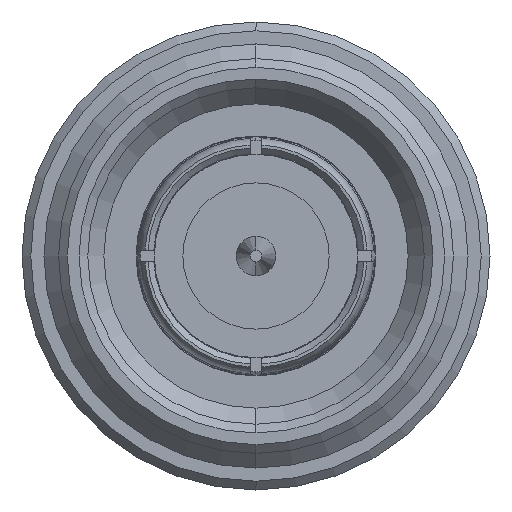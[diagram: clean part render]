
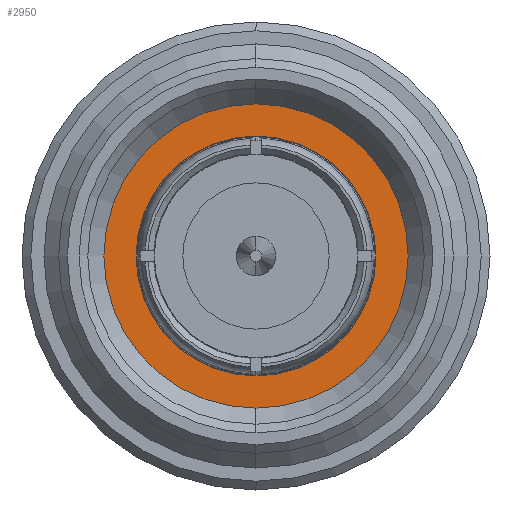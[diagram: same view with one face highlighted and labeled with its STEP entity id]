
A CAD part, left-side view. The second image highlights one B-rep face of the part: STEP entity #2950.
In plain terms, the highlighted planar face has unit normal (-1, 0, 0).
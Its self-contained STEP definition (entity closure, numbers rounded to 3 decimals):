
#8 = CARTESIAN_POINT ( 'NONE',  ( -3.4, 5.3, 0. ) ) ;
#42 = CIRCLE ( 'NONE', #1574, 5.3 ) ;
#656 = EDGE_CURVE ( 'NONE', #874, #2168, #3727, .T. ) ;
#672 = DIRECTION ( 'NONE',  ( 1., 0., 0. ) ) ;
#736 = ORIENTED_EDGE ( 'NONE', *, *, #1564, .T. ) ;
#834 = AXIS2_PLACEMENT_3D ( 'NONE', #4755, #4407, #3511 ) ;
#874 = VERTEX_POINT ( 'NONE', #5552 ) ;
#1150 = FACE_BOUND ( 'NONE', #5002, .T. ) ;
#1477 = ORIENTED_EDGE ( 'NONE', *, *, #4631, .F. ) ;
#1564 = EDGE_CURVE ( 'NONE', #5006, #5553, #42, .T. ) ;
#1574 = AXIS2_PLACEMENT_3D ( 'NONE', #2396, #3714, #1864 ) ;
#1864 = DIRECTION ( 'NONE',  ( 0., 0., 1. ) ) ;
#2037 = CARTESIAN_POINT ( 'NONE',  ( -3.4, 0., 5.3 ) ) ;
#2168 = VERTEX_POINT ( 'NONE', #3430 ) ;
#2375 = CIRCLE ( 'NONE', #2875, 4.1 ) ;
#2396 = CARTESIAN_POINT ( 'NONE',  ( -3.4, 0., 0. ) ) ;
#2695 = ORIENTED_EDGE ( 'NONE', *, *, #3885, .T. ) ;
#2875 = AXIS2_PLACEMENT_3D ( 'NONE', #3409, #3833, #4070 ) ;
#2950 = ADVANCED_FACE ( 'NONE', ( #1150, #4614 ), #3948, .F. ) ;
#3085 = CARTESIAN_POINT ( 'NONE',  ( -3.4, 0., -5.3 ) ) ;
#3318 = DIRECTION ( 'NONE',  ( 0., 0., 1. ) ) ;
#3409 = CARTESIAN_POINT ( 'NONE',  ( -3.4, 0., 0. ) ) ;
#3415 = CIRCLE ( 'NONE', #834, 5.3 ) ;
#3430 = CARTESIAN_POINT ( 'NONE',  ( -3.4, 0., 4.1 ) ) ;
#3511 = DIRECTION ( 'NONE',  ( 0., 0., 1. ) ) ;
#3714 = DIRECTION ( 'NONE',  ( -1., 0., 0. ) ) ;
#3727 = CIRCLE ( 'NONE', #4052, 4.1 ) ;
#3833 = DIRECTION ( 'NONE',  ( -1., 0., 0. ) ) ;
#3885 = EDGE_CURVE ( 'NONE', #5553, #5006, #3415, .T. ) ;
#3948 = PLANE ( 'NONE',  #5061 ) ;
#4052 = AXIS2_PLACEMENT_3D ( 'NONE', #4773, #5200, #3318 ) ;
#4070 = DIRECTION ( 'NONE',  ( 0., 0., 1. ) ) ;
#4373 = DIRECTION ( 'NONE',  ( 0., 0., -1. ) ) ;
#4375 = ORIENTED_EDGE ( 'NONE', *, *, #656, .F. ) ;
#4407 = DIRECTION ( 'NONE',  ( -1., 0., 0. ) ) ;
#4614 = FACE_OUTER_BOUND ( 'NONE', #5109, .T. ) ;
#4631 = EDGE_CURVE ( 'NONE', #2168, #874, #2375, .T. ) ;
#4755 = CARTESIAN_POINT ( 'NONE',  ( -3.4, 0., 0. ) ) ;
#4773 = CARTESIAN_POINT ( 'NONE',  ( -3.4, 0., 0. ) ) ;
#5002 = EDGE_LOOP ( 'NONE', ( #1477, #4375 ) ) ;
#5006 = VERTEX_POINT ( 'NONE', #2037 ) ;
#5061 = AXIS2_PLACEMENT_3D ( 'NONE', #8, #672, #4373 ) ;
#5109 = EDGE_LOOP ( 'NONE', ( #736, #2695 ) ) ;
#5200 = DIRECTION ( 'NONE',  ( -1., 0., 0. ) ) ;
#5552 = CARTESIAN_POINT ( 'NONE',  ( -3.4, 0., -4.1 ) ) ;
#5553 = VERTEX_POINT ( 'NONE', #3085 ) ;
